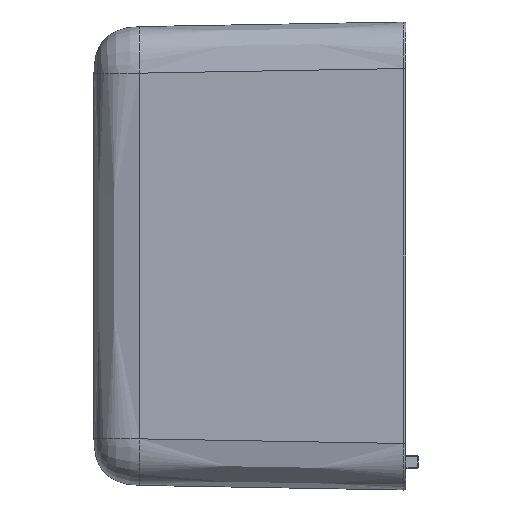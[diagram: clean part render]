
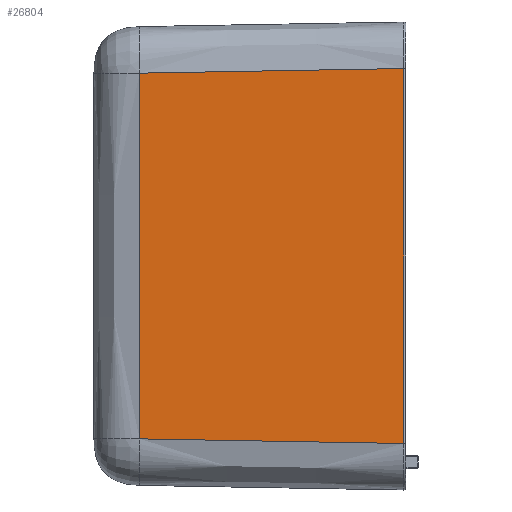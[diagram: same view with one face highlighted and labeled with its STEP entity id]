
A CAD part, left-side view. The second image highlights one B-rep face of the part: STEP entity #26804.
In plain terms, the highlighted planar face has unit normal (-1, 0.018, 0).
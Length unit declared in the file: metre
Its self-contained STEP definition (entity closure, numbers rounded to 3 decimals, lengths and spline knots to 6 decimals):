
#8198=CARTESIAN_POINT('',(-0.043377,0.064353,
0.034578));
#8203=DIRECTION('',(0.,0.,1.));
#8204=VECTOR('',#8203,0.069156);
#8205=CARTESIAN_POINT('',(-0.043377,0.064353,
-0.034578));
#8206=LINE('',#8205,#8204);
#8385=DIRECTION('',(0.,0.,-1.));
#8386=VECTOR('',#8385,0.0709);
#8387=CARTESIAN_POINT('',(-0.044249,0.014407,
0.03545));
#8388=LINE('',#8387,#8386);
#8389=DIRECTION('',(0.017,1.,-0.017));
#8390=VECTOR('',#8389,0.049962);
#8391=CARTESIAN_POINT('',(-0.044249,0.014407,
0.03545));
#8392=LINE('',#8391,#8390);
#8393=DIRECTION('',(-0.017,-1.,-0.017));
#8394=VECTOR('',#8393,0.049962);
#8395=CARTESIAN_POINT('',(-0.043377,0.064353,
-0.034578));
#8396=LINE('',#8395,#8394);
#13090=VERTEX_POINT('',#8198);
#13093=CARTESIAN_POINT('',(-0.043377,0.064353,
-0.034578));
#13094=VERTEX_POINT('',#13093);
#13095=CARTESIAN_POINT('',(-0.044249,0.014407,
-0.03545));
#13096=VERTEX_POINT('',#13095);
#13097=CARTESIAN_POINT('',(-0.044249,0.014407,
0.03545));
#13098=VERTEX_POINT('',#13097);
#26793=CARTESIAN_POINT('',(-0.0445,0.,-0.0445));
#26794=DIRECTION('',(-1.,0.017,0.));
#26795=DIRECTION('',(0.,0.,-1.));
#26796=AXIS2_PLACEMENT_3D('',#26793,#26794,#26795);
#26797=PLANE('',#26796);
#26798=ORIENTED_EDGE('',*,*,#26416,.T.);
#26799=ORIENTED_EDGE('',*,*,#26602,.F.);
#26800=ORIENTED_EDGE('',*,*,#26787,.T.);
#26801=ORIENTED_EDGE('',*,*,#26308,.F.);
#26802=EDGE_LOOP('',(#26798,#26799,#26800,#26801));
#26803=FACE_OUTER_BOUND('',#26802,.F.);
#26804=ADVANCED_FACE('',(#26803),#26797,.T.);
#26308=EDGE_CURVE('',#13094,#13096,#8396,.T.);
#26416=EDGE_CURVE('',#13094,#13090,#8206,.T.);
#26602=EDGE_CURVE('',#13098,#13090,#8392,.T.);
#26787=EDGE_CURVE('',#13098,#13096,#8388,.T.);
